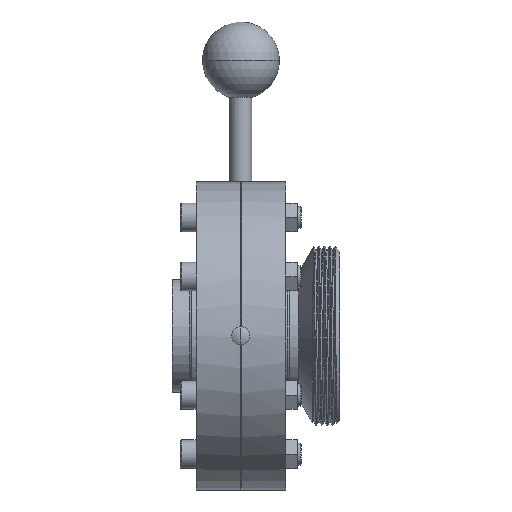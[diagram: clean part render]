
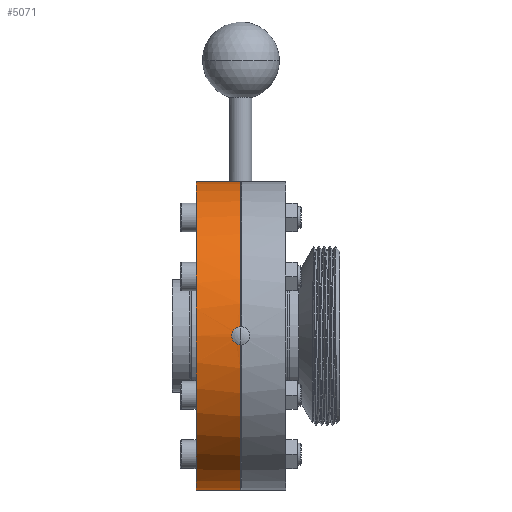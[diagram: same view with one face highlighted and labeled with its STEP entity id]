
A CAD part, front view. The second image highlights one B-rep face of the part: STEP entity #5071.
In plain terms, the highlighted cylindrical face has radius 56 mm (diameter 112 mm), a partial arc.
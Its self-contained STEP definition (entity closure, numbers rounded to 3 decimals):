
#39 = CARTESIAN_POINT ( 'NONE',  ( 13.589, 0., -56. ) ) ;
#174 = ORIENTED_EDGE ( 'NONE', *, *, #877, .F. ) ;
#539 = B_SPLINE_CURVE_WITH_KNOTS ( 'NONE', 3,
 ( #5218, #8361, #7416, #9815, #4202, #2688, #5812, #8948, #1937, #2781, #8174, #1146, #3501, #6632, #2736, #5859, #3115, #9383, #4545, #6825, #10099, #3067, #3727, #2212, #9235, #3024 ),
 .UNSPECIFIED., .F., .F.,
 ( 4, 2, 2, 2, 2, 2, 2, 2, 2, 2, 2, 2, 4 ),
 ( 0., 0.001, 0.001, 0.002, 0.002, 0.003, 0.003, 0.003, 0.004, 0.004, 0.005, 0.006, 0.007 ),
 .UNSPECIFIED. ) ;
#626 = AXIS2_PLACEMENT_3D ( 'NONE', #4851, #8002, #950 ) ;
#755 = LINE ( 'NONE', #10101, #3275 ) ;
#773 = EDGE_CURVE ( 'NONE', #5338, #5284, #6056, .T. ) ;
#780 = ORIENTED_EDGE ( 'NONE', *, *, #5178, .T. ) ;
#877 = EDGE_CURVE ( 'NONE', #6518, #2311, #8677, .T. ) ;
#950 = DIRECTION ( 'NONE',  ( 0., 0., 1. ) ) ;
#1146 = CARTESIAN_POINT ( 'NONE',  ( -2.198, -55.996, -0.692 ) ) ;
#1204 = EDGE_CURVE ( 'NONE', #2311, #5284, #755, .T. ) ;
#1301 = EDGE_CURVE ( 'NONE', #6518, #4370, #3780, .T. ) ;
#1763 = CIRCLE ( 'NONE', #5667, 56. ) ;
#1936 = CARTESIAN_POINT ( 'NONE',  ( -0.25, -55.953, -2.286 ) ) ;
#1937 = CARTESIAN_POINT ( 'NONE',  ( -1.889, -55.985, -1.319 ) ) ;
#2212 = CARTESIAN_POINT ( 'NONE',  ( -0.805, -55.958, 2.172 ) ) ;
#2273 = DIRECTION ( 'NONE',  ( 0., 0., 1. ) ) ;
#2311 = VERTEX_POINT ( 'NONE', #5222 ) ;
#2526 = CARTESIAN_POINT ( 'NONE',  ( -0.25, 0., 56. ) ) ;
#2688 = CARTESIAN_POINT ( 'NONE',  ( -1.515, -55.973, -1.736 ) ) ;
#2736 = CARTESIAN_POINT ( 'NONE',  ( -2.3, -56., -0.14 ) ) ;
#2781 = CARTESIAN_POINT ( 'NONE',  ( -2.035, -55.99, -1.081 ) ) ;
#2899 = EDGE_LOOP ( 'NONE', ( #174, #9296, #5876, #780, #6883, #3508 ) ) ;
#3024 = CARTESIAN_POINT ( 'NONE',  ( -0.25, -55.953, 2.286 ) ) ;
#3067 = CARTESIAN_POINT ( 'NONE',  ( -1.528, -55.973, 1.742 ) ) ;
#3115 = CARTESIAN_POINT ( 'NONE',  ( -2.287, -55.999, 0.278 ) ) ;
#3257 = DIRECTION ( 'NONE',  ( -1., 0., 0. ) ) ;
#3275 = VECTOR ( 'NONE', #3880, 1000. ) ;
#3501 = CARTESIAN_POINT ( 'NONE',  ( -2.236, -55.997, -0.558 ) ) ;
#3508 = ORIENTED_EDGE ( 'NONE', *, *, #1204, .F. ) ;
#3633 = DIRECTION ( 'NONE',  ( 1., 0., 0. ) ) ;
#3727 = CARTESIAN_POINT ( 'NONE',  ( -1.301, -55.967, 1.917 ) ) ;
#3780 = LINE ( 'NONE', #39, #5716 ) ;
#3796 = VERTEX_POINT ( 'NONE', #1936 ) ;
#3847 = CARTESIAN_POINT ( 'NONE',  ( -16.25, 0., 0. ) ) ;
#3880 = DIRECTION ( 'NONE',  ( 1., 0., 0. ) ) ;
#4181 = CARTESIAN_POINT ( 'NONE',  ( -0.25, 0., -56. ) ) ;
#4202 = CARTESIAN_POINT ( 'NONE',  ( -1.294, -55.968, -1.907 ) ) ;
#4244 = AXIS2_PLACEMENT_3D ( 'NONE', #3847, #9294, #2273 ) ;
#4370 = VERTEX_POINT ( 'NONE', #4181 ) ;
#4545 = CARTESIAN_POINT ( 'NONE',  ( -2.198, -55.996, 0.69 ) ) ;
#4851 = CARTESIAN_POINT ( 'NONE',  ( -0.25, 0., 0. ) ) ;
#5071 = ADVANCED_FACE ( 'NONE', ( #5075 ), #5127, .T. ) ;
#5075 = FACE_OUTER_BOUND ( 'NONE', #2899, .T. ) ;
#5127 = CYLINDRICAL_SURFACE ( 'NONE', #5931, 56. ) ;
#5178 = EDGE_CURVE ( 'NONE', #3796, #5338, #539, .T. ) ;
#5218 = CARTESIAN_POINT ( 'NONE',  ( -0.25, -55.953, -2.286 ) ) ;
#5222 = CARTESIAN_POINT ( 'NONE',  ( -16.25, 0., 56. ) ) ;
#5284 = VERTEX_POINT ( 'NONE', #2526 ) ;
#5338 = VERTEX_POINT ( 'NONE', #7310 ) ;
#5667 = AXIS2_PLACEMENT_3D ( 'NONE', #7226, #3257, #9518 ) ;
#5716 = VECTOR ( 'NONE', #9385, 1000. ) ;
#5812 = CARTESIAN_POINT ( 'NONE',  ( -1.619, -55.976, -1.64 ) ) ;
#5859 = CARTESIAN_POINT ( 'NONE',  ( -2.3, -56., 0.139 ) ) ;
#5876 = ORIENTED_EDGE ( 'NONE', *, *, #8565, .T. ) ;
#5931 = AXIS2_PLACEMENT_3D ( 'NONE', #7514, #3633, #9761 ) ;
#6056 = CIRCLE ( 'NONE', #626, 56. ) ;
#6518 = VERTEX_POINT ( 'NONE', #7057 ) ;
#6632 = CARTESIAN_POINT ( 'NONE',  ( -2.287, -55.999, -0.282 ) ) ;
#6825 = CARTESIAN_POINT ( 'NONE',  ( -2.049, -55.99, 1.081 ) ) ;
#6883 = ORIENTED_EDGE ( 'NONE', *, *, #773, .T. ) ;
#7057 = CARTESIAN_POINT ( 'NONE',  ( -16.25, 0., -56. ) ) ;
#7226 = CARTESIAN_POINT ( 'NONE',  ( -0.25, 0., 0. ) ) ;
#7310 = CARTESIAN_POINT ( 'NONE',  ( -0.25, -55.953, 2.286 ) ) ;
#7416 = CARTESIAN_POINT ( 'NONE',  ( -0.8, -55.958, -2.175 ) ) ;
#7514 = CARTESIAN_POINT ( 'NONE',  ( 13.589, 0., 0. ) ) ;
#8002 = DIRECTION ( 'NONE',  ( -1., 0., 0. ) ) ;
#8174 = CARTESIAN_POINT ( 'NONE',  ( -2.098, -55.992, -0.953 ) ) ;
#8361 = CARTESIAN_POINT ( 'NONE',  ( -0.531, -55.955, -2.256 ) ) ;
#8565 = EDGE_CURVE ( 'NONE', #4370, #3796, #1763, .T. ) ;
#8677 = CIRCLE ( 'NONE', #4244, 56. ) ;
#8948 = CARTESIAN_POINT ( 'NONE',  ( -1.806, -55.982, -1.431 ) ) ;
#9235 = CARTESIAN_POINT ( 'NONE',  ( -0.531, -55.955, 2.256 ) ) ;
#9294 = DIRECTION ( 'NONE',  ( -1., 0., 0. ) ) ;
#9296 = ORIENTED_EDGE ( 'NONE', *, *, #1301, .T. ) ;
#9383 = CARTESIAN_POINT ( 'NONE',  ( -2.237, -55.997, 0.554 ) ) ;
#9385 = DIRECTION ( 'NONE',  ( 1., 0., 0. ) ) ;
#9518 = DIRECTION ( 'NONE',  ( 0., 0., 1. ) ) ;
#9761 = DIRECTION ( 'NONE',  ( 0., 0., 1. ) ) ;
#9815 = CARTESIAN_POINT ( 'NONE',  ( -1.176, -55.965, -1.982 ) ) ;
#10099 = CARTESIAN_POINT ( 'NONE',  ( -1.9, -55.985, 1.326 ) ) ;
#10101 = CARTESIAN_POINT ( 'NONE',  ( 13.589, 0., 56. ) ) ;
